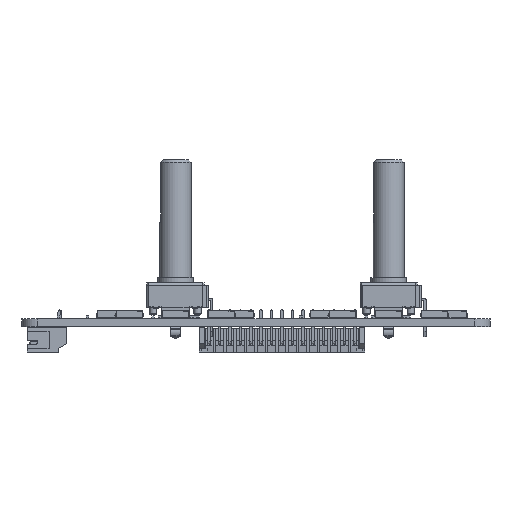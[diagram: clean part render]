
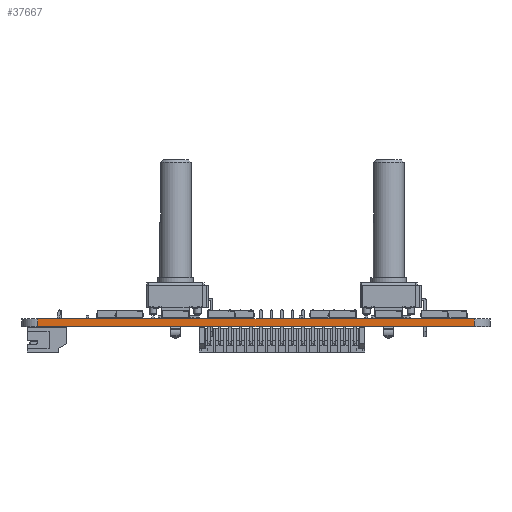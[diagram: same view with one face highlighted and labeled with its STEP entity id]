
A CAD part, left-side view. The second image highlights one B-rep face of the part: STEP entity #37667.
In plain terms, the highlighted planar face has unit normal (-1, 0, 0).
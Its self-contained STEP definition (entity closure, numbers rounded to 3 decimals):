
#35550 = VERTEX_POINT('',#35551);
#35551 = CARTESIAN_POINT('',(37.4,138.2,0.));
#35558 = EDGE_CURVE('',#35559,#35550,#35561,.T.);
#35559 = VERTEX_POINT('',#35560);
#35560 = CARTESIAN_POINT('',(37.4,54.2,0.));
#35561 = LINE('',#35562,#35563);
#35562 = CARTESIAN_POINT('',(37.4,54.2,0.));
#35563 = VECTOR('',#35564,1.);
#35564 = DIRECTION('',(0.,1.,0.));
#36595 = VERTEX_POINT('',#36596);
#36596 = CARTESIAN_POINT('',(37.4,138.2,1.51));
#36603 = EDGE_CURVE('',#36604,#36595,#36606,.T.);
#36604 = VERTEX_POINT('',#36605);
#36605 = CARTESIAN_POINT('',(37.4,54.2,1.51));
#36606 = LINE('',#36607,#36608);
#36607 = CARTESIAN_POINT('',(37.4,54.2,1.51));
#36608 = VECTOR('',#36609,1.);
#36609 = DIRECTION('',(0.,1.,0.));
#37637 = EDGE_CURVE('',#35550,#36595,#37638,.T.);
#37638 = LINE('',#37639,#37640);
#37639 = CARTESIAN_POINT('',(37.4,138.2,0.));
#37640 = VECTOR('',#37641,1.);
#37641 = DIRECTION('',(0.,0.,1.));
#37667 = ADVANCED_FACE('',(#37668),#37679,.T.);
#37668 = FACE_BOUND('',#37669,.T.);
#37669 = EDGE_LOOP('',(#37670,#37676,#37677,#37678));
#37670 = ORIENTED_EDGE('',*,*,#37671,.T.);
#37671 = EDGE_CURVE('',#35559,#36604,#37672,.T.);
#37672 = LINE('',#37673,#37674);
#37673 = CARTESIAN_POINT('',(37.4,54.2,0.));
#37674 = VECTOR('',#37675,1.);
#37675 = DIRECTION('',(0.,0.,1.));
#37676 = ORIENTED_EDGE('',*,*,#36603,.T.);
#37677 = ORIENTED_EDGE('',*,*,#37637,.F.);
#37678 = ORIENTED_EDGE('',*,*,#35558,.F.);
#37679 = PLANE('',#37680);
#37680 = AXIS2_PLACEMENT_3D('',#37681,#37682,#37683);
#37681 = CARTESIAN_POINT('',(37.4,54.2,0.));
#37682 = DIRECTION('',(-1.,0.,0.));
#37683 = DIRECTION('',(0.,1.,0.));
